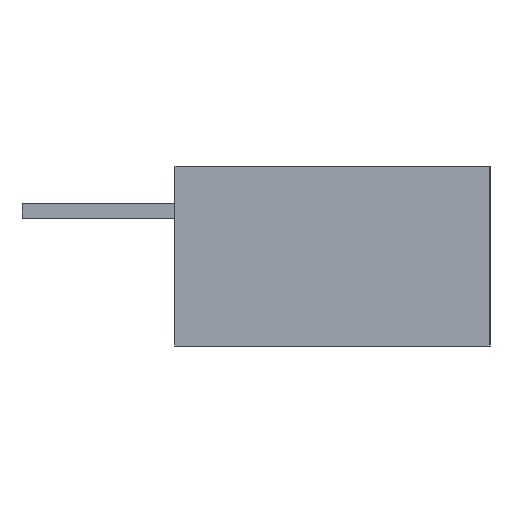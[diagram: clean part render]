
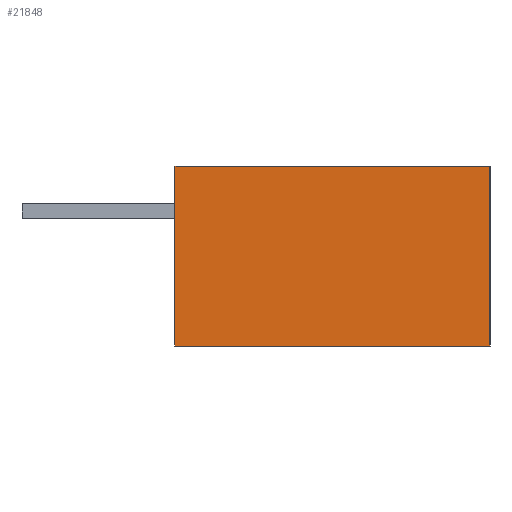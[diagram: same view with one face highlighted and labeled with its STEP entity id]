
A CAD part, left-side view. The second image highlights one B-rep face of the part: STEP entity #21848.
In plain terms, the highlighted planar face has unit normal (-1, 0, 0).
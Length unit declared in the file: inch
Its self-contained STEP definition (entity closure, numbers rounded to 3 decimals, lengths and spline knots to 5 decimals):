
#5571=ORIENTED_EDGE('',*,*,#9044,.T.);
#5572=ORIENTED_EDGE('',*,*,#9026,.F.);
#5573=ORIENTED_EDGE('',*,*,#9555,.F.);
#5574=ORIENTED_EDGE('',*,*,#9031,.T.);
#9026=EDGE_CURVE('',#11522,#11523,#14022,.T.);
#9031=EDGE_CURVE('',#11528,#11527,#14027,.T.);
#9044=EDGE_CURVE('',#11527,#11523,#14040,.T.);
#9555=EDGE_CURVE('',#11528,#11522,#14551,.T.);
#11522=VERTEX_POINT('',#33381);
#11523=VERTEX_POINT('',#33383);
#11527=VERTEX_POINT('',#33392);
#11528=VERTEX_POINT('',#33394);
#14022=LINE('',#33382,#16938);
#14027=LINE('',#33393,#16943);
#14040=LINE('',#33419,#16956);
#14551=LINE('',#34406,#17467);
#16938=VECTOR('',#27242,39.37008);
#16943=VECTOR('',#27249,39.37008);
#16956=VECTOR('',#27266,39.37008);
#17467=VECTOR('',#28053,39.37008);
#18750=EDGE_LOOP('',(#5571,#5572,#5573,#5574));
#19862=FACE_BOUND('',#18750,.T.);
#20804=PLANE('',#23191);
#21848=ADVANCED_FACE('',(#19862),#20804,.F.);
#23191=AXIS2_PLACEMENT_3D('',#34684,#28193,#28194);
#27242=DIRECTION('',(0.,-1.,0.));
#27249=DIRECTION('',(0.,-1.,0.));
#27266=DIRECTION('',(0.,0.,1.));
#28053=DIRECTION('',(0.,0.,1.));
#28193=DIRECTION('',(1.,0.,0.));
#28194=DIRECTION('',(0.,0.,-1.));
#33381=CARTESIAN_POINT('',(-1.71,0.35,0.1));
#33382=CARTESIAN_POINT('',(-1.71,0.35,0.1));
#33383=CARTESIAN_POINT('',(-1.71,0.,0.1));
#33392=CARTESIAN_POINT('',(-1.71,0.,-0.1));
#33393=CARTESIAN_POINT('',(-1.71,0.35,-0.1));
#33394=CARTESIAN_POINT('',(-1.71,0.35,-0.1));
#33419=CARTESIAN_POINT('',(-1.71,0.,-0.1));
#34406=CARTESIAN_POINT('',(-1.71,0.35,-0.1));
#34684=CARTESIAN_POINT('',(-1.71,0.35,-0.1));
